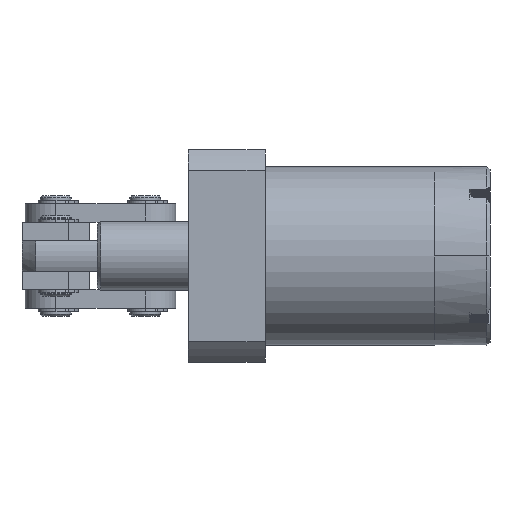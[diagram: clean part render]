
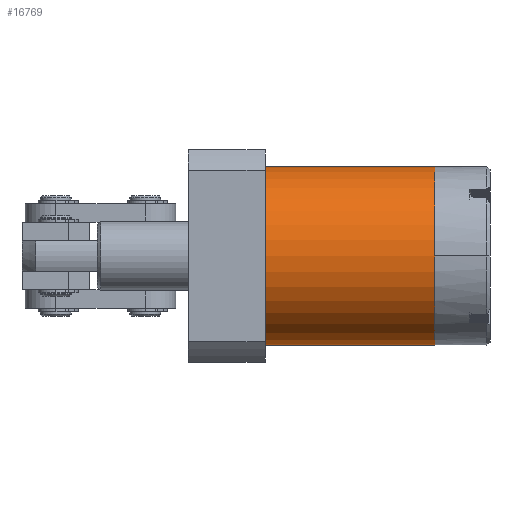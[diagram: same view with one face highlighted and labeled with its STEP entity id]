
A CAD part, left-side view. The second image highlights one B-rep face of the part: STEP entity #16769.
In plain terms, the highlighted cylindrical face has radius 29 mm (diameter 58 mm), a partial arc.
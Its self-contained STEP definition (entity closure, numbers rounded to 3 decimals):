
#1271 = FACE_OUTER_BOUND ( 'NONE', #19818, .T. ) ;
#3726 = AXIS2_PLACEMENT_3D ( 'NONE', #33126, #14411, #36263 ) ;
#3832 = CIRCLE ( 'NONE', #30881, 29. ) ;
#4391 = DIRECTION ( 'NONE',  ( 0., 0., -1. ) ) ;
#5445 = VERTEX_POINT ( 'NONE', #25388 ) ;
#7254 = DIRECTION ( 'NONE',  ( 0., -1., 0. ) ) ;
#8454 = CARTESIAN_POINT ( 'NONE',  ( 0., 0., 29. ) ) ;
#8826 = CARTESIAN_POINT ( 'NONE',  ( 0., 0., -29. ) ) ;
#9658 = AXIS2_PLACEMENT_3D ( 'NONE', #13527, #7254, #4391 ) ;
#9744 = VERTEX_POINT ( 'NONE', #8826 ) ;
#11571 = DIRECTION ( 'NONE',  ( 0., -1., 0. ) ) ;
#13527 = CARTESIAN_POINT ( 'NONE',  ( 0., 0., 0. ) ) ;
#13907 = VECTOR ( 'NONE', #35116, 1000. ) ;
#13978 = CYLINDRICAL_SURFACE ( 'NONE', #9658, 29. ) ;
#14411 = DIRECTION ( 'NONE',  ( 0., -1., 0. ) ) ;
#14704 = CIRCLE ( 'NONE', #3726, 29. ) ;
#14985 = CARTESIAN_POINT ( 'NONE',  ( 0., -55., 0. ) ) ;
#16769 = ADVANCED_FACE ( 'NONE', ( #1271 ), #13978, .T. ) ;
#18125 = DIRECTION ( 'NONE',  ( 0., 0., -1. ) ) ;
#19818 = EDGE_LOOP ( 'NONE', ( #25593, #39162, #23088, #36472 ) ) ;
#20032 = EDGE_CURVE ( 'NONE', #27865, #27170, #3832, .T. ) ;
#21867 = EDGE_CURVE ( 'NONE', #5445, #27170, #22301, .T. ) ;
#22301 = LINE ( 'NONE', #8454, #30649 ) ;
#23088 = ORIENTED_EDGE ( 'NONE', *, *, #28607, .T. ) ;
#25388 = CARTESIAN_POINT ( 'NONE',  ( 0., 0., 29. ) ) ;
#25593 = ORIENTED_EDGE ( 'NONE', *, *, #21867, .F. ) ;
#25656 = CARTESIAN_POINT ( 'NONE',  ( 0., -55., 29. ) ) ;
#27170 = VERTEX_POINT ( 'NONE', #25656 ) ;
#27865 = VERTEX_POINT ( 'NONE', #38102 ) ;
#28607 = EDGE_CURVE ( 'NONE', #9744, #27865, #31458, .T. ) ;
#30649 = VECTOR ( 'NONE', #11571, 1000. ) ;
#30881 = AXIS2_PLACEMENT_3D ( 'NONE', #14985, #36839, #18125 ) ;
#31458 = LINE ( 'NONE', #38270, #13907 ) ;
#33126 = CARTESIAN_POINT ( 'NONE',  ( 0., 0., 0. ) ) ;
#33608 = EDGE_CURVE ( 'NONE', #5445, #9744, #14704, .T. ) ;
#35116 = DIRECTION ( 'NONE',  ( 0., -1., 0. ) ) ;
#36263 = DIRECTION ( 'NONE',  ( 0., 0., -1. ) ) ;
#36472 = ORIENTED_EDGE ( 'NONE', *, *, #20032, .T. ) ;
#36839 = DIRECTION ( 'NONE',  ( 0., 1., 0. ) ) ;
#38102 = CARTESIAN_POINT ( 'NONE',  ( 0., -55., -29. ) ) ;
#38270 = CARTESIAN_POINT ( 'NONE',  ( 0., 0., -29. ) ) ;
#39162 = ORIENTED_EDGE ( 'NONE', *, *, #33608, .T. ) ;
